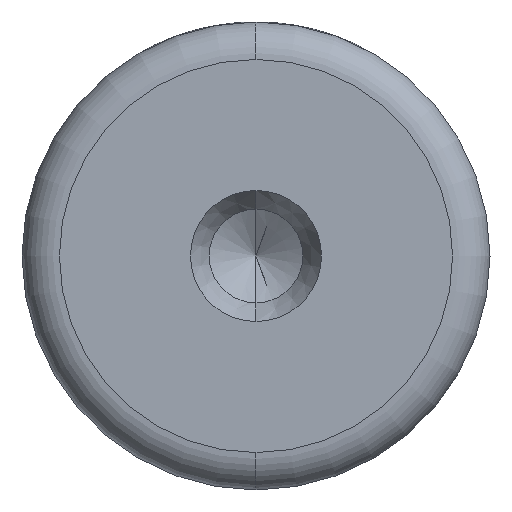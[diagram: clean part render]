
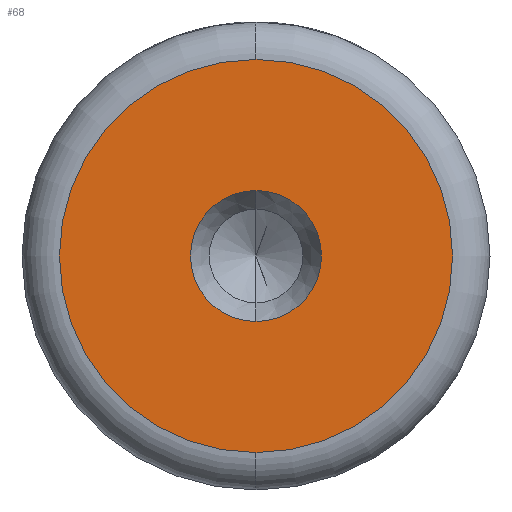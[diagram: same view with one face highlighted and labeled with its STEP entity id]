
A CAD part, left-side view. The second image highlights one B-rep face of the part: STEP entity #68.
In plain terms, the highlighted planar face has unit normal (-1, 0, 0).
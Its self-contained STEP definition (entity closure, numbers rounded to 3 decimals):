
#15 = DIRECTION ( 'NONE',  ( -1., 0., 0. ) ) ;
#35 = DIRECTION ( 'NONE',  ( 0., 0., 1. ) ) ;
#68 = ADVANCED_FACE ( 'NONE', ( #1417, #200 ), #116, .T. ) ;
#90 = CARTESIAN_POINT ( 'NONE',  ( 0., 0., -3.5 ) ) ;
#91 = CIRCLE ( 'NONE', #686, 10.5 ) ;
#116 = PLANE ( 'NONE',  #907 ) ;
#122 = CARTESIAN_POINT ( 'NONE',  ( 0., 0., 0. ) ) ;
#136 = CARTESIAN_POINT ( 'NONE',  ( 0., 0., 0. ) ) ;
#169 = VERTEX_POINT ( 'NONE', #705 ) ;
#197 = VERTEX_POINT ( 'NONE', #465 ) ;
#200 = FACE_BOUND ( 'NONE', #216, .T. ) ;
#216 = EDGE_LOOP ( 'NONE', ( #1266, #613 ) ) ;
#245 = DIRECTION ( 'NONE',  ( 0., 0., 1. ) ) ;
#276 = VERTEX_POINT ( 'NONE', #90 ) ;
#365 = CARTESIAN_POINT ( 'NONE',  ( 0., 0., 10.5 ) ) ;
#388 = ORIENTED_EDGE ( 'NONE', *, *, #905, .T. ) ;
#465 = CARTESIAN_POINT ( 'NONE',  ( 0., 0., 3.5 ) ) ;
#492 = CARTESIAN_POINT ( 'NONE',  ( 0., 0., 0. ) ) ;
#508 = AXIS2_PLACEMENT_3D ( 'NONE', #1351, #704, #35 ) ;
#525 = CIRCLE ( 'NONE', #585, 3.5 ) ;
#534 = AXIS2_PLACEMENT_3D ( 'NONE', #136, #922, #245 ) ;
#585 = AXIS2_PLACEMENT_3D ( 'NONE', #656, #1409, #762 ) ;
#601 = DIRECTION ( 'NONE',  ( 0., 0., 1. ) ) ;
#613 = ORIENTED_EDGE ( 'NONE', *, *, #1145, .F. ) ;
#635 = ORIENTED_EDGE ( 'NONE', *, *, #1190, .T. ) ;
#656 = CARTESIAN_POINT ( 'NONE',  ( 0., 0., 0. ) ) ;
#686 = AXIS2_PLACEMENT_3D ( 'NONE', #492, #1259, #601 ) ;
#704 = DIRECTION ( 'NONE',  ( -1., 0., 0. ) ) ;
#705 = CARTESIAN_POINT ( 'NONE',  ( 0., 0., -10.5 ) ) ;
#762 = DIRECTION ( 'NONE',  ( 0., 0., 1. ) ) ;
#789 = DIRECTION ( 'NONE',  ( 0., 0., 1. ) ) ;
#905 = EDGE_CURVE ( 'NONE', #1188, #169, #91, .T. ) ;
#907 = AXIS2_PLACEMENT_3D ( 'NONE', #122, #15, #789 ) ;
#922 = DIRECTION ( 'NONE',  ( -1., 0., 0. ) ) ;
#1000 = CIRCLE ( 'NONE', #508, 3.5 ) ;
#1145 = EDGE_CURVE ( 'NONE', #276, #197, #525, .T. ) ;
#1188 = VERTEX_POINT ( 'NONE', #365 ) ;
#1190 = EDGE_CURVE ( 'NONE', #169, #1188, #1297, .T. ) ;
#1195 = EDGE_CURVE ( 'NONE', #197, #276, #1000, .T. ) ;
#1259 = DIRECTION ( 'NONE',  ( -1., 0., 0. ) ) ;
#1266 = ORIENTED_EDGE ( 'NONE', *, *, #1195, .F. ) ;
#1297 = CIRCLE ( 'NONE', #534, 10.5 ) ;
#1351 = CARTESIAN_POINT ( 'NONE',  ( 0., 0., 0. ) ) ;
#1379 = EDGE_LOOP ( 'NONE', ( #388, #635 ) ) ;
#1409 = DIRECTION ( 'NONE',  ( -1., 0., 0. ) ) ;
#1417 = FACE_OUTER_BOUND ( 'NONE', #1379, .T. ) ;
